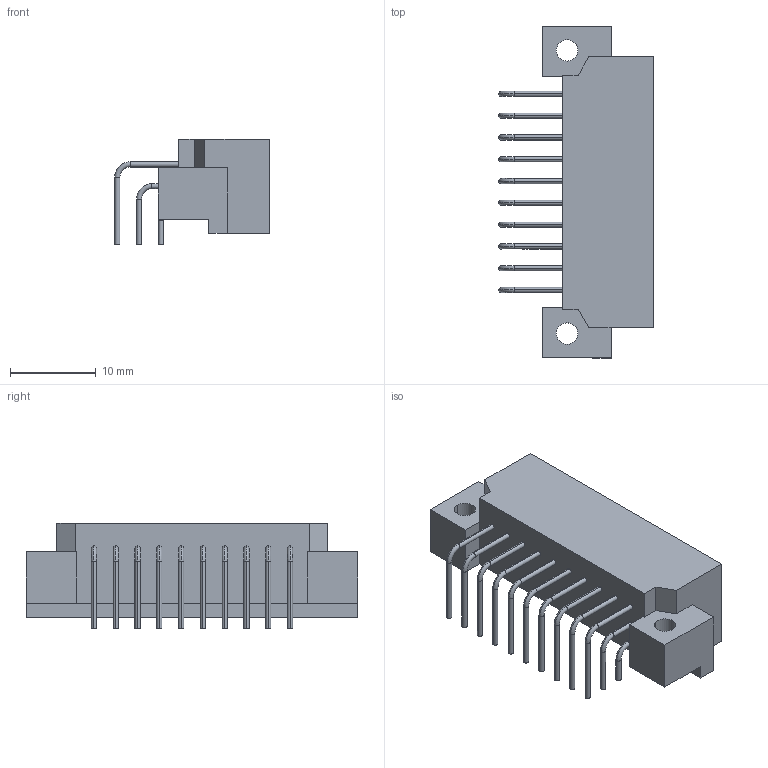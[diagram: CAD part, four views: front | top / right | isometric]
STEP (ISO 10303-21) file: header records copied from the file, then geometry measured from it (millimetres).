
FILE_DESCRIPTION((''),'2;1');
FILE_NAME('HARTING_09 25 130 6921.stp','2013-02-12T12:30:37',(''),(''),'Mechanical Desktop 2011','Mechanical Desktop 2011',', , ');
FILE_SCHEMA(('AUTOMOTIVE_DESIGN { 1 2 10303 214 1 1 1 1 }'));
Length unit declared in the file: millimetre
Products named in the file (1): Product
Bounding box: 18.02 x 38.7 x 12.35 mm (x, y, z)
Volume: 2367.6 mm3; surface area: 3371.8 mm2
Topology: 63 solids, 63 shells, 435 faces, 773 edges, 466 vertices
Faces by surface type: cylinder 196, plane 171, torus 68
Entity records: 10550 total; most frequent: DIRECTION 2105, CARTESIAN_POINT 1674, ORIENTED_EDGE 1544, AXIS2_PLACEMENT_3D 896, EDGE_CURVE 772, VERTEX_POINT 464, CIRCLE 460, EDGE_LOOP 440
